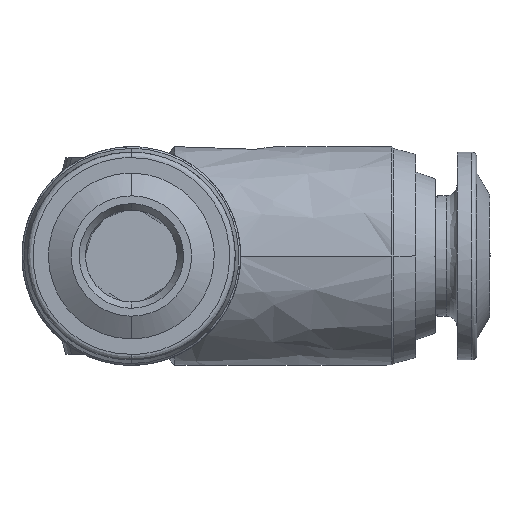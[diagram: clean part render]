
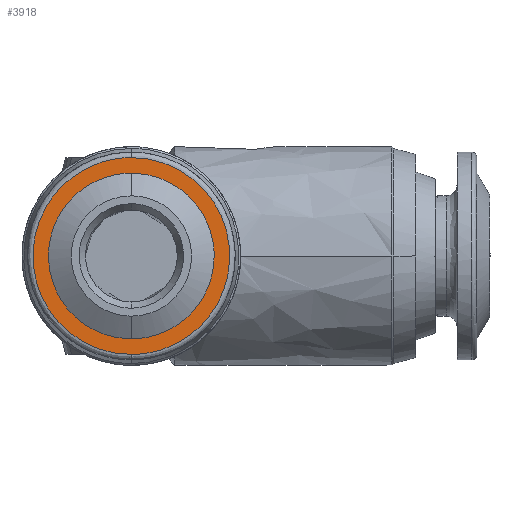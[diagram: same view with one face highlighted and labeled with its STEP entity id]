
A CAD part, left-side view. The second image highlights one B-rep face of the part: STEP entity #3918.
In plain terms, the highlighted free-form (B-spline) face has degree [1, 1] with [2, 2] control points.
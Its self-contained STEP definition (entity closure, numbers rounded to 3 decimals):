
#60 = CARTESIAN_POINT ( 'NONE',  ( -15.8, -9., 4.5 ) ) ;
#183 = VERTEX_POINT ( 'NONE', #4363 ) ;
#254 = CARTESIAN_POINT ( 'NONE',  ( -15.8, 3.691, -0.99 ) ) ;
#290 = ORIENTED_EDGE ( 'NONE', *, *, #292, .F. ) ;
#292 = EDGE_CURVE ( 'NONE', #183, #3063, #4501, .T. ) ;
#298 = CARTESIAN_POINT ( 'NONE',  ( -15.8, -3.789, 0.498 ) ) ;
#319 = CARTESIAN_POINT ( 'NONE',  ( -15.8, -0.498, 3.789 ) ) ;
#340 = CARTESIAN_POINT ( 'NONE',  ( -15.8, -0.99, 3.691 ) ) ;
#604 = CARTESIAN_POINT ( 'NONE',  ( -15.8, -4.554, 4.554 ) ) ;
#649 = CARTESIAN_POINT ( 'NONE',  ( -15.8, 0., -3.789 ) ) ;
#729 = CARTESIAN_POINT ( 'NONE',  ( -15.8, 0.99, -3.691 ) ) ;
#869 = FACE_OUTER_BOUND ( 'NONE', #5209, .T. ) ;
#872 = VERTEX_POINT ( 'NONE', #3491 ) ;
#874 = CARTESIAN_POINT ( 'NONE',  ( -15.8, 0., -3.789 ) ) ;
#924 = CARTESIAN_POINT ( 'NONE',  ( -15.8, -1.91, 3.31 ) ) ;
#1326 = CARTESIAN_POINT ( 'NONE',  ( -15.8, 3.691, 0.99 ) ) ;
#1350 = CARTESIAN_POINT ( 'NONE',  ( -15.8, 3.031, -2.328 ) ) ;
#1429 = EDGE_CURVE ( 'NONE', #872, #3696, #2018, .T. ) ;
#1435 = CARTESIAN_POINT ( 'NONE',  ( -15.8, -1.91, -3.31 ) ) ;
#1503 = CARTESIAN_POINT ( 'NONE',  ( -15.8, -3.31, -1.91 ) ) ;
#1679 = CARTESIAN_POINT ( 'NONE',  ( -15.8, 0., 4.5 ) ) ;
#1718 = EDGE_LOOP ( 'NONE', ( #6464, #3957 ) ) ;
#1792 = B_SPLINE_CURVE_WITH_KNOTS ( 'NONE', 3,
 ( #649, #1920, #729, #3689, #5304, #1350, #4167, #254, #4810, #4731, #1326, #1874, #1945, #2662, #4349, #4301, #4931, #2586 ),
 .UNSPECIFIED., .F., .F.,
 ( 4, 2, 2, 2, 2, 2, 2, 2, 4 ),
 ( 0., 0.393, 0.785, 1.178, 1.571, 1.963, 2.356, 2.749, 3.142 ),
 .UNSPECIFIED. ) ;
#1822 = CARTESIAN_POINT ( 'NONE',  ( -15.8, 9., -4.5 ) ) ;
#1874 = CARTESIAN_POINT ( 'NONE',  ( -15.8, 3.31, 1.91 ) ) ;
#1920 = CARTESIAN_POINT ( 'NONE',  ( -15.8, 0.498, -3.789 ) ) ;
#1945 = CARTESIAN_POINT ( 'NONE',  ( -15.8, 3.031, 2.328 ) ) ;
#2018 = B_SPLINE_CURVE_WITH_KNOTS ( 'NONE', 3,
 ( #2039, #319, #340, #924, #2559, #3730, #4925, #5994, #298, #3163, #5447, #1503, #7146, #4854, #1435, #4298, #3750, #874 ),
 .UNSPECIFIED., .F., .F.,
 ( 4, 2, 2, 2, 2, 2, 2, 2, 4 ),
 ( 0., 0.393, 0.785, 1.178, 1.571, 1.963, 2.356, 2.749, 3.142 ),
 .UNSPECIFIED. ) ;
#2039 = CARTESIAN_POINT ( 'NONE',  ( -15.8, 0., 3.789 ) ) ;
#2266 = CARTESIAN_POINT ( 'NONE',  ( -15.8, -9., -4.5 ) ) ;
#2559 = CARTESIAN_POINT ( 'NONE',  ( -15.8, -2.328, 3.031 ) ) ;
#2586 = CARTESIAN_POINT ( 'NONE',  ( -15.8, 0., 3.789 ) ) ;
#2662 = CARTESIAN_POINT ( 'NONE',  ( -15.8, 2.328, 3.031 ) ) ;
#3039 = CARTESIAN_POINT ( 'NONE',  ( -15.8, 9., 4.5 ) ) ;
#3063 = VERTEX_POINT ( 'NONE', #4034 ) ;
#3163 = CARTESIAN_POINT ( 'NONE',  ( -15.8, -3.789, -0.498 ) ) ;
#3180 = EDGE_CURVE ( 'NONE', #3063, #183, #3215, .T. ) ;
#3215 =( BOUNDED_CURVE ( )  B_SPLINE_CURVE ( 3, ( #7015, #1822, #3039, #5320 ),
 .UNSPECIFIED., .F., .T. ) 
 B_SPLINE_CURVE_WITH_KNOTS ( ( 4, 4 ),
 ( 0., 3.142 ),
 .UNSPECIFIED. ) 
 CURVE ( )  GEOMETRIC_REPRESENTATION_ITEM ( )  RATIONAL_B_SPLINE_CURVE ( ( 0.957, 0.319, 0.319, 0.957 ) ) 
 REPRESENTATION_ITEM ( '' )  );
#3491 = CARTESIAN_POINT ( 'NONE',  ( -15.8, 0., 3.789 ) ) ;
#3568 = CARTESIAN_POINT ( 'NONE',  ( -15.8, 4.554, 4.554 ) ) ;
#3689 = CARTESIAN_POINT ( 'NONE',  ( -15.8, 1.91, -3.31 ) ) ;
#3696 = VERTEX_POINT ( 'NONE', #7054 ) ;
#3730 = CARTESIAN_POINT ( 'NONE',  ( -15.8, -3.031, 2.328 ) ) ;
#3750 = CARTESIAN_POINT ( 'NONE',  ( -15.8, -0.498, -3.789 ) ) ;
#3918 = ADVANCED_FACE ( 'NONE', ( #5884, #869 ), #5651, .T. ) ;
#3957 = ORIENTED_EDGE ( 'NONE', *, *, #1429, .T. ) ;
#4034 = CARTESIAN_POINT ( 'NONE',  ( -15.8, 0., -4.5 ) ) ;
#4167 = CARTESIAN_POINT ( 'NONE',  ( -15.8, 3.31, -1.91 ) ) ;
#4298 = CARTESIAN_POINT ( 'NONE',  ( -15.8, -0.99, -3.691 ) ) ;
#4301 = CARTESIAN_POINT ( 'NONE',  ( -15.8, 0.99, 3.691 ) ) ;
#4349 = CARTESIAN_POINT ( 'NONE',  ( -15.8, 1.91, 3.31 ) ) ;
#4363 = CARTESIAN_POINT ( 'NONE',  ( -15.8, 0., 4.5 ) ) ;
#4501 =( BOUNDED_CURVE ( )  B_SPLINE_CURVE ( 3, ( #1679, #60, #2266, #5686 ),
 .UNSPECIFIED., .F., .T. ) 
 B_SPLINE_CURVE_WITH_KNOTS ( ( 4, 4 ),
 ( 0., 3.142 ),
 .UNSPECIFIED. ) 
 CURVE ( )  GEOMETRIC_REPRESENTATION_ITEM ( )  RATIONAL_B_SPLINE_CURVE ( ( 0.957, 0.319, 0.319, 0.957 ) ) 
 REPRESENTATION_ITEM ( '' )  );
#4731 = CARTESIAN_POINT ( 'NONE',  ( -15.8, 3.789, 0.498 ) ) ;
#4742 = EDGE_CURVE ( 'NONE', #3696, #872, #1792, .T. ) ;
#4810 = CARTESIAN_POINT ( 'NONE',  ( -15.8, 3.789, -0.498 ) ) ;
#4854 = CARTESIAN_POINT ( 'NONE',  ( -15.8, -2.328, -3.031 ) ) ;
#4925 = CARTESIAN_POINT ( 'NONE',  ( -15.8, -3.31, 1.91 ) ) ;
#4931 = CARTESIAN_POINT ( 'NONE',  ( -15.8, 0.498, 3.789 ) ) ;
#5206 = ORIENTED_EDGE ( 'NONE', *, *, #3180, .F. ) ;
#5209 = EDGE_LOOP ( 'NONE', ( #5206, #290 ) ) ;
#5291 = CARTESIAN_POINT ( 'NONE',  ( -15.8, 4.554, -4.554 ) ) ;
#5304 = CARTESIAN_POINT ( 'NONE',  ( -15.8, 2.328, -3.031 ) ) ;
#5320 = CARTESIAN_POINT ( 'NONE',  ( -15.8, 0., 4.5 ) ) ;
#5447 = CARTESIAN_POINT ( 'NONE',  ( -15.8, -3.691, -0.99 ) ) ;
#5651 = B_SPLINE_SURFACE_WITH_KNOTS ( 'NONE', 1, 1, ( 
 ( #6896, #5291 ),
 ( #604, #3568 ) ),
 .UNSPECIFIED., .F., .F., .F.,
 ( 2, 2 ),
 ( 2, 2 ),
 ( 0., 1. ),
 ( 0., 1. ),
 .UNSPECIFIED. ) ;
#5686 = CARTESIAN_POINT ( 'NONE',  ( -15.8, 0., -4.5 ) ) ;
#5884 = FACE_BOUND ( 'NONE', #1718, .T. ) ;
#5994 = CARTESIAN_POINT ( 'NONE',  ( -15.8, -3.691, 0.99 ) ) ;
#6464 = ORIENTED_EDGE ( 'NONE', *, *, #4742, .T. ) ;
#6896 = CARTESIAN_POINT ( 'NONE',  ( -15.8, -4.554, -4.554 ) ) ;
#7015 = CARTESIAN_POINT ( 'NONE',  ( -15.8, 0., -4.5 ) ) ;
#7054 = CARTESIAN_POINT ( 'NONE',  ( -15.8, 0., -3.789 ) ) ;
#7146 = CARTESIAN_POINT ( 'NONE',  ( -15.8, -3.031, -2.328 ) ) ;
